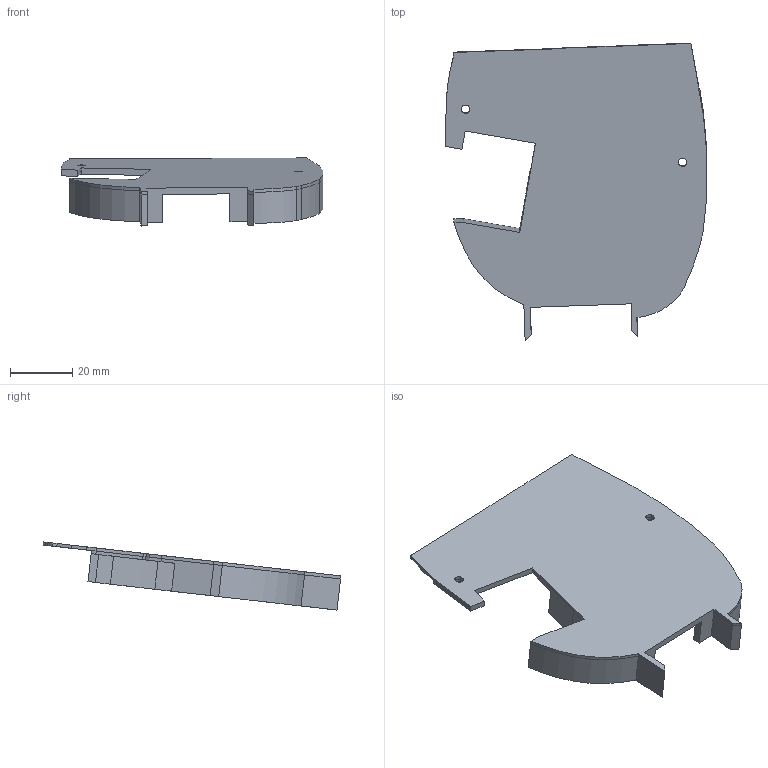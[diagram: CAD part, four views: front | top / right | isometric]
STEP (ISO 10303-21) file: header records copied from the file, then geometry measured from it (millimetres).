
FILE_DESCRIPTION(/* description */ (''),/* implementation_level */ '2;1');
FILE_NAME(/* name */ 'TAPA_PALMA.step',/* time_stamp */ '2023-10-22T08:19:50-05:00',/* author */ (''),/* organization */ (''),/* preprocessor_version */ 'ST-DEVELOPER v20',/* originating_system */ 'Autodesk Translation Framework v12.14.0.127',/* authorisation */ '');
FILE_SCHEMA (('AUTOMOTIVE_DESIGN { 1 0 10303 214 3 1 1 }'));
Length unit declared in the file: millimetre
Products named in the file (2): SOCKET_04; Componente12
Assembly tree (1 placements, depth 2):
  SOCKET_04
    Componente12
Bounding box: 83.83 x 95.3 x 21.8 mm (x, y, z)
Volume: 14370.2 mm3; surface area: 15823.6 mm2
Topology: 1 solids, 1 shells, 86 faces, 236 edges, 152 vertices
Faces by surface type: plane 52, bspline 20, cylinder 14
Full cylindrical faces by diameter (mm): 2.7 x4
Entity records: 3371 total; most frequent: CARTESIAN_POINT 1285, ORIENTED_EDGE 472, DIRECTION 348, EDGE_CURVE 236, LINE 160, VECTOR 160, VERTEX_POINT 152, AXIS2_PLACEMENT_3D 94
